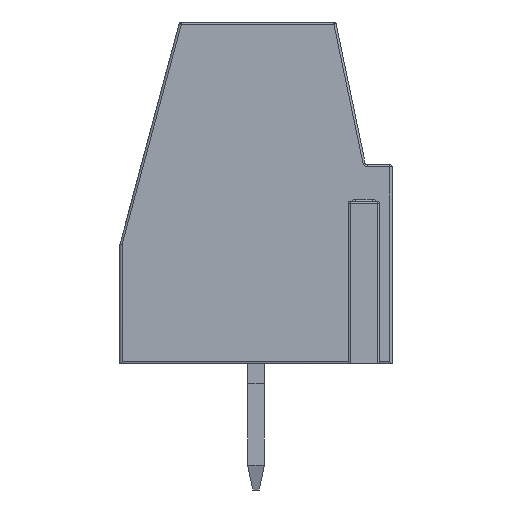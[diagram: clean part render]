
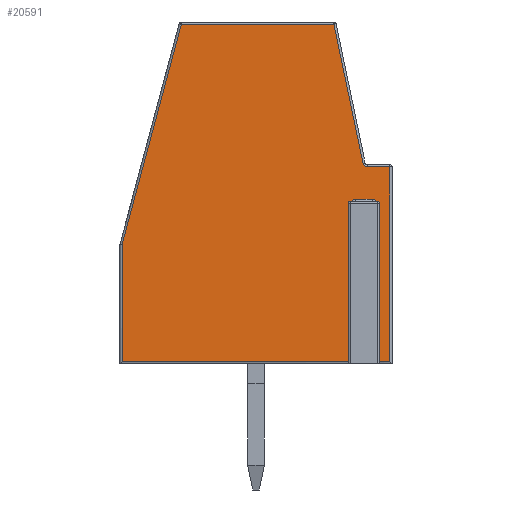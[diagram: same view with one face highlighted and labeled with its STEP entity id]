
A CAD part, front view. The second image highlights one B-rep face of the part: STEP entity #20591.
In plain terms, the highlighted planar face has unit normal (0, -1, 0).
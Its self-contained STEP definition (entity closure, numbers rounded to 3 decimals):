
#197=PLANE('',#22213);
#641=ELLIPSE('',#21751,0.137,0.13);
#644=ELLIPSE('',#21764,0.137,0.13);
#1071=CIRCLE('',#22054,0.13);
#2393=FACE_OUTER_BOUND('',#3692,.T.);
#3692=EDGE_LOOP('',(#14433,#14434,#14435,#14436,#14437,#14438,#14439,#14440,
#14441,#14442,#14443,#14444,#14445,#14446));
#5154=LINE('',#34370,#6639);
#5160=LINE('',#34530,#6645);
#5168=LINE('',#34552,#6653);
#5333=LINE('',#35353,#6818);
#5334=LINE('',#35357,#6819);
#5335=LINE('',#35363,#6820);
#5337=LINE('',#35372,#6822);
#5338=LINE('',#35380,#6823);
#5341=LINE('',#35395,#6826);
#5343=LINE('',#35403,#6828);
#5344=LINE('',#35406,#6829);
#6639=VECTOR('',#24404,10.);
#6645=VECTOR('',#24444,10.);
#6653=VECTOR('',#24470,10.);
#6818=VECTOR('',#25143,10.);
#6819=VECTOR('',#25148,10.);
#6820=VECTOR('',#25155,10.);
#6822=VECTOR('',#25167,10.);
#6823=VECTOR('',#25178,10.);
#6826=VECTOR('',#25195,10.);
#6828=VECTOR('',#25205,10.);
#6829=VECTOR('',#25210,10.);
#8310=VERTEX_POINT('',#34361);
#8311=VERTEX_POINT('',#34363);
#8313=VERTEX_POINT('',#34368);
#8321=VERTEX_POINT('',#34474);
#8322=VERTEX_POINT('',#34475);
#8326=VERTEX_POINT('',#34513);
#8575=VERTEX_POINT('',#35352);
#8576=VERTEX_POINT('',#35356);
#8578=VERTEX_POINT('',#35362);
#8580=VERTEX_POINT('',#35371);
#8582=VERTEX_POINT('',#35379);
#8584=VERTEX_POINT('',#35385);
#8586=VERTEX_POINT('',#35391);
#8589=VERTEX_POINT('',#35402);
#10255=EDGE_CURVE('',#8310,#8311,#641,.T.);
#10258=EDGE_CURVE('',#8313,#8310,#5154,.T.);
#10271=EDGE_CURVE('',#8321,#8322,#644,.T.);
#10279=EDGE_CURVE('',#8322,#8326,#5160,.T.);
#10291=EDGE_CURVE('',#8311,#8321,#5168,.T.);
#10622=EDGE_CURVE('',#8326,#8575,#5333,.T.);
#10624=EDGE_CURVE('',#8575,#8576,#5334,.T.);
#10627=EDGE_CURVE('',#8576,#8578,#5335,.T.);
#10632=EDGE_CURVE('',#8578,#8580,#5337,.T.);
#10636=EDGE_CURVE('',#8580,#8582,#5338,.T.);
#10641=EDGE_CURVE('',#8582,#8584,#1071,.T.);
#10644=EDGE_CURVE('',#8584,#8586,#5341,.T.);
#10648=EDGE_CURVE('',#8586,#8589,#5343,.T.);
#10650=EDGE_CURVE('',#8589,#8313,#5344,.T.);
#14433=ORIENTED_EDGE('',*,*,#10258,.F.);
#14434=ORIENTED_EDGE('',*,*,#10650,.F.);
#14435=ORIENTED_EDGE('',*,*,#10648,.F.);
#14436=ORIENTED_EDGE('',*,*,#10644,.F.);
#14437=ORIENTED_EDGE('',*,*,#10641,.F.);
#14438=ORIENTED_EDGE('',*,*,#10636,.F.);
#14439=ORIENTED_EDGE('',*,*,#10632,.F.);
#14440=ORIENTED_EDGE('',*,*,#10627,.F.);
#14441=ORIENTED_EDGE('',*,*,#10624,.F.);
#14442=ORIENTED_EDGE('',*,*,#10622,.F.);
#14443=ORIENTED_EDGE('',*,*,#10279,.F.);
#14444=ORIENTED_EDGE('',*,*,#10271,.F.);
#14445=ORIENTED_EDGE('',*,*,#10291,.F.);
#14446=ORIENTED_EDGE('',*,*,#10255,.F.);
#20591=ADVANCED_FACE('',(#2393),#197,.F.);
#21751=AXIS2_PLACEMENT_3D('',#34364,#24396,#24397);
#21764=AXIS2_PLACEMENT_3D('',#34476,#24428,#24429);
#22054=AXIS2_PLACEMENT_3D('',#35389,#25188,#25189);
#22213=AXIS2_PLACEMENT_3D('',#36051,#25614,#25615);
#24396=DIRECTION('center_axis',(0.,-1.,0.));
#24397=DIRECTION('ref_axis',(1.,0.,0.));
#24404=DIRECTION('',(0.,0.,1.));
#24428=DIRECTION('center_axis',(0.,-1.,0.));
#24429=DIRECTION('ref_axis',(-1.,0.,0.));
#24444=DIRECTION('',(0.,0.,-1.));
#24470=DIRECTION('',(-1.,0.,0.));
#25143=DIRECTION('',(-1.,0.,0.));
#25148=DIRECTION('',(0.,0.,1.));
#25155=DIRECTION('',(0.259,0.,0.966));
#25167=DIRECTION('',(1.,0.,0.));
#25178=DIRECTION('',(0.205,0.,-0.979));
#25188=DIRECTION('center_axis',(0.,-1.,0.));
#25189=DIRECTION('ref_axis',(-0.631,0.,-0.776));
#25195=DIRECTION('',(1.,0.,0.));
#25205=DIRECTION('',(0.,0.,-1.));
#25210=DIRECTION('',(-1.,0.,0.));
#25614=DIRECTION('center_axis',(0.,1.,0.));
#25615=DIRECTION('ref_axis',(0.,0.,
-1.));
#34361=CARTESIAN_POINT('',(3.64,-10.16,4.835));
#34363=CARTESIAN_POINT('',(3.503,-10.16,4.965));
#34364=CARTESIAN_POINT('Origin',(3.503,-10.16,4.835));
#34368=CARTESIAN_POINT('',(3.64,-10.16,0.065));
#34370=CARTESIAN_POINT('',(3.64,-10.16,6.094));
#34474=CARTESIAN_POINT('',(2.997,-10.16,4.965));
#34475=CARTESIAN_POINT('',(2.86,-10.16,4.835));
#34476=CARTESIAN_POINT('Origin',(2.997,-10.16,4.835));
#34513=CARTESIAN_POINT('',(2.86,-10.16,0.065));
#34530=CARTESIAN_POINT('',(2.86,-10.16,6.094));
#34552=CARTESIAN_POINT('',(3.675,-10.16,4.965));
#35352=CARTESIAN_POINT('',(-4.035,-10.16,0.065));
#35353=CARTESIAN_POINT('',(4.1,-10.16,0.065));
#35356=CARTESIAN_POINT('',(-4.035,-10.16,3.591));
#35357=CARTESIAN_POINT('',(-4.035,-10.16,6.244));
#35362=CARTESIAN_POINT('',(-2.25,-10.16,10.235));
#35363=CARTESIAN_POINT('',(-2.685,-10.16,8.616));
#35371=CARTESIAN_POINT('',(2.347,-10.16,10.235));
#35372=CARTESIAN_POINT('',(4.1,-10.16,10.235));
#35379=CARTESIAN_POINT('',(3.226,-10.16,6.038));
#35380=CARTESIAN_POINT('',(2.633,-10.16,8.871));
#35385=CARTESIAN_POINT('',(3.353,-10.16,5.935));
#35389=CARTESIAN_POINT('Origin',(3.353,-10.16,6.065));
#35391=CARTESIAN_POINT('',(4.035,-10.16,5.935));
#35395=CARTESIAN_POINT('',(4.1,-10.16,5.935));
#35402=CARTESIAN_POINT('',(4.035,-10.16,0.065));
#35403=CARTESIAN_POINT('',(4.035,-10.16,6.244));
#35406=CARTESIAN_POINT('',(4.1,-10.16,0.065));
#36051=CARTESIAN_POINT('Origin',(4.1,-10.16,12.189));
